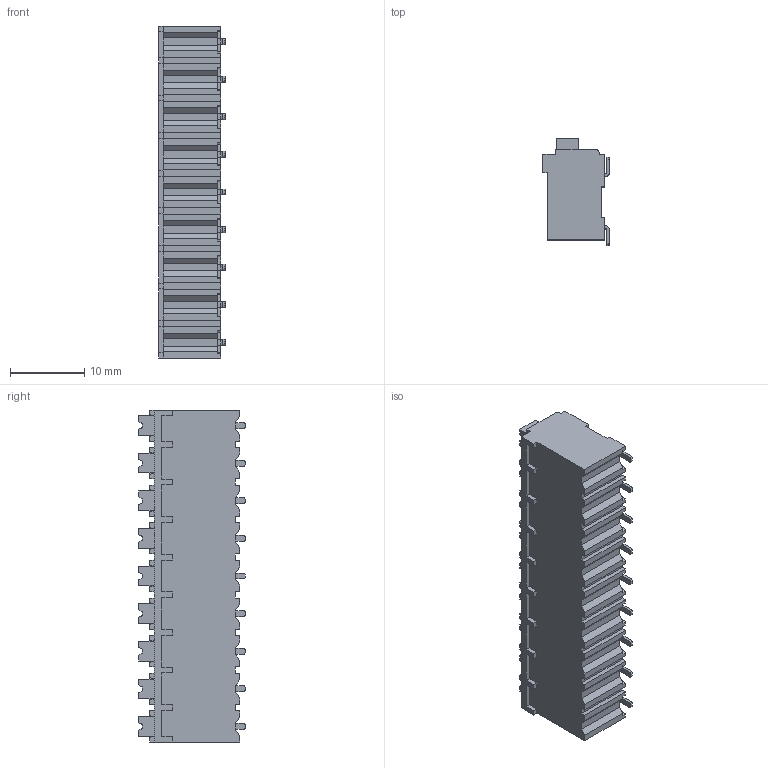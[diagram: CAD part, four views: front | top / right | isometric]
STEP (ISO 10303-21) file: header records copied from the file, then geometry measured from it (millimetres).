
FILE_DESCRIPTION((''),'2;1');
FILE_NAME('TLM-004RS-5_08-XXP-X','2024-09-29T',('sj'),(''),'PRO/ENGINEER BY PARAMETRIC TECHNOLOGY CORPORATION, 2015240','PRO/ENGINEER BY PARAMETRIC TECHNOLOGY CORPORATION, 2015240','');
FILE_SCHEMA(('CONFIG_CONTROL_DESIGN','SHAPE_APPEARANCE_LAYERS_GROUPS'));
Length unit declared in the file: millimetre
Products named in the file (1): TLM-004RS-5_08-XXP-X
Bounding box: 9 x 14.38 x 44.84 mm (x, y, z)
Volume: 3368.7 mm3; surface area: 4300.4 mm2
Topology: 1 solids, 1 shells, 860 faces, 2477 edges, 1646 vertices
Faces by surface type: plane 734, cylinder 126
Entity records: 28073 total; most frequent: CARTESIAN_POINT 5253, ORIENTED_EDGE 4954, DIRECTION 4431, EDGE_CURVE 2477, VECTOR 2135, LINE 2135, VERTEX_POINT 1646, AXIS2_PLACEMENT_3D 1148
